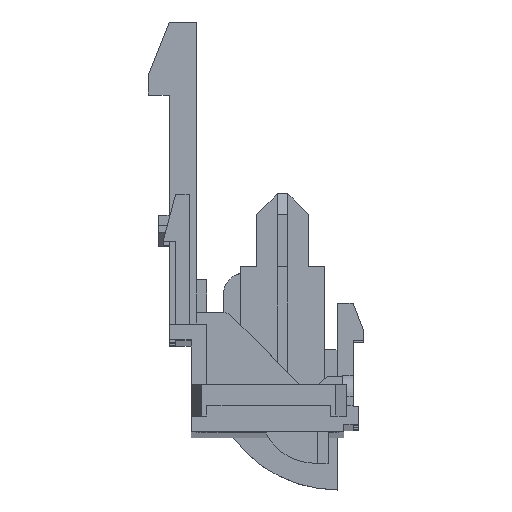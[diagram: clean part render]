
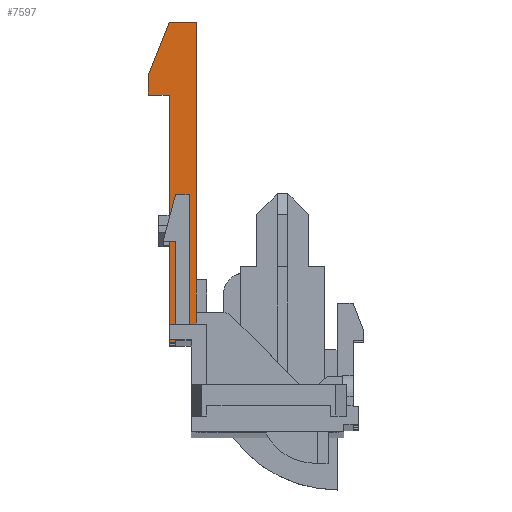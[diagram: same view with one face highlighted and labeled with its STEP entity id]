
A CAD part, top view. The second image highlights one B-rep face of the part: STEP entity #7597.
In plain terms, the highlighted planar face has unit normal (0, 0, 1).
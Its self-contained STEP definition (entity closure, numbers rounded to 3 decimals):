
#454=FACE_OUTER_BOUND('',#833,.T.);
#833=EDGE_LOOP('',(#6673,#6674,#6675,#6676,#6677,#6678,#6679,#6680,#6681,
#6682));
#1420=LINE('',#11153,#2441);
#1773=LINE('',#11956,#2794);
#1786=LINE('',#11980,#2807);
#1813=LINE('',#12035,#2834);
#1817=LINE('',#12044,#2838);
#1821=LINE('',#12051,#2842);
#1828=LINE('',#12062,#2849);
#1829=LINE('',#12064,#2850);
#1830=LINE('',#12066,#2851);
#1831=LINE('',#12067,#2852);
#2441=VECTOR('',#9004,10.);
#2794=VECTOR('',#9765,10.);
#2807=VECTOR('',#9782,10.);
#2834=VECTOR('',#9831,10.);
#2838=VECTOR('',#9837,10.);
#2842=VECTOR('',#9843,10.);
#2849=VECTOR('',#9854,10.);
#2850=VECTOR('',#9855,10.);
#2851=VECTOR('',#9856,10.);
#2852=VECTOR('',#9857,10.);
#3334=VERTEX_POINT('',#11150);
#3335=VERTEX_POINT('',#11152);
#3580=VERTEX_POINT('',#11953);
#3581=VERTEX_POINT('',#11955);
#3606=VERTEX_POINT('',#12033);
#3607=VERTEX_POINT('',#12034);
#3610=VERTEX_POINT('',#12042);
#3611=VERTEX_POINT('',#12043);
#3616=VERTEX_POINT('',#12063);
#3617=VERTEX_POINT('',#12065);
#4214=EDGE_CURVE('',#3334,#3335,#1420,.T.);
#4615=EDGE_CURVE('',#3580,#3581,#1773,.T.);
#4628=EDGE_CURVE('',#3335,#3580,#1786,.T.);
#4655=EDGE_CURVE('',#3606,#3607,#1813,.T.);
#4659=EDGE_CURVE('',#3610,#3611,#1817,.T.);
#4663=EDGE_CURVE('',#3607,#3610,#1821,.T.);
#4670=EDGE_CURVE('',#3581,#3606,#1828,.T.);
#4671=EDGE_CURVE('',#3616,#3334,#1829,.T.);
#4672=EDGE_CURVE('',#3616,#3617,#1830,.T.);
#4673=EDGE_CURVE('',#3611,#3617,#1831,.T.);
#6673=ORIENTED_EDGE('',*,*,#4670,.F.);
#6674=ORIENTED_EDGE('',*,*,#4615,.F.);
#6675=ORIENTED_EDGE('',*,*,#4628,.F.);
#6676=ORIENTED_EDGE('',*,*,#4214,.F.);
#6677=ORIENTED_EDGE('',*,*,#4671,.F.);
#6678=ORIENTED_EDGE('',*,*,#4672,.T.);
#6679=ORIENTED_EDGE('',*,*,#4673,.F.);
#6680=ORIENTED_EDGE('',*,*,#4659,.F.);
#6681=ORIENTED_EDGE('',*,*,#4663,.F.);
#6682=ORIENTED_EDGE('',*,*,#4655,.F.);
#7225=PLANE('',#8057);
#7597=ADVANCED_FACE('',(#454),#7225,.T.);
#8057=AXIS2_PLACEMENT_3D('',#12061,#9852,#9853);
#9004=DIRECTION('',(-1.,0.,0.));
#9765=DIRECTION('',(-1.,0.,0.));
#9782=DIRECTION('',(0.,-1.,0.));
#9831=DIRECTION('',(-1.,0.,0.));
#9837=DIRECTION('',(0.371,0.928,0.));
#9843=DIRECTION('',(0.,1.,0.));
#9852=DIRECTION('center_axis',(0.,0.,1.));
#9853=DIRECTION('ref_axis',(0.,1.,0.));
#9854=DIRECTION('',(0.,1.,0.));
#9855=DIRECTION('',(0.,-1.,0.));
#9856=DIRECTION('',(0.,1.,0.));
#9857=DIRECTION('',(1.,0.,0.));
#11150=CARTESIAN_POINT('',(-7.25,2.7,185.711));
#11152=CARTESIAN_POINT('',(-9.25,2.7,185.711));
#11153=CARTESIAN_POINT('',(-8.05,2.7,185.711));
#11953=CARTESIAN_POINT('',(-9.25,1.2,185.711));
#11955=CARTESIAN_POINT('',(-9.85,1.2,185.711));
#11956=CARTESIAN_POINT('',(-9.25,1.2,185.711));
#11980=CARTESIAN_POINT('',(-9.25,1.2,185.711));
#12033=CARTESIAN_POINT('',(-9.85,24.9,185.711));
#12034=CARTESIAN_POINT('',(-11.85,24.9,185.711));
#12035=CARTESIAN_POINT('',(-9.85,24.9,185.711));
#12042=CARTESIAN_POINT('',(-11.85,26.9,185.711));
#12043=CARTESIAN_POINT('',(-9.85,31.9,185.711));
#12044=CARTESIAN_POINT('',(-11.85,26.9,185.711));
#12051=CARTESIAN_POINT('',(-11.85,24.9,185.711));
#12061=CARTESIAN_POINT('Origin',(-9.25,1.2,185.711));
#12062=CARTESIAN_POINT('',(-9.85,1.2,185.711));
#12063=CARTESIAN_POINT('',(-7.25,7.1,185.711));
#12064=CARTESIAN_POINT('',(-7.25,2.7,185.711));
#12065=CARTESIAN_POINT('',(-7.25,31.9,185.711));
#12066=CARTESIAN_POINT('',(-7.25,2.7,185.711));
#12067=CARTESIAN_POINT('',(-7.25,31.9,185.711));
